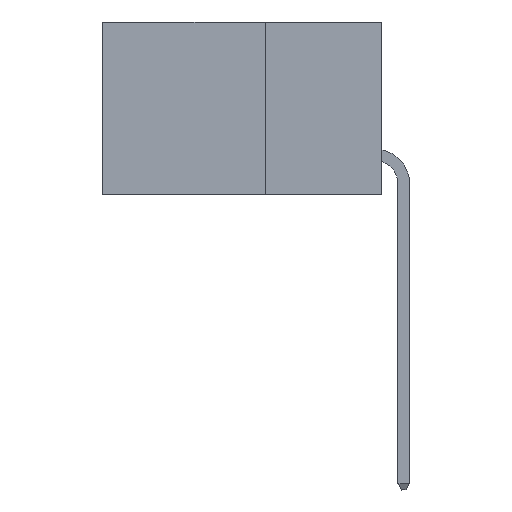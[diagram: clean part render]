
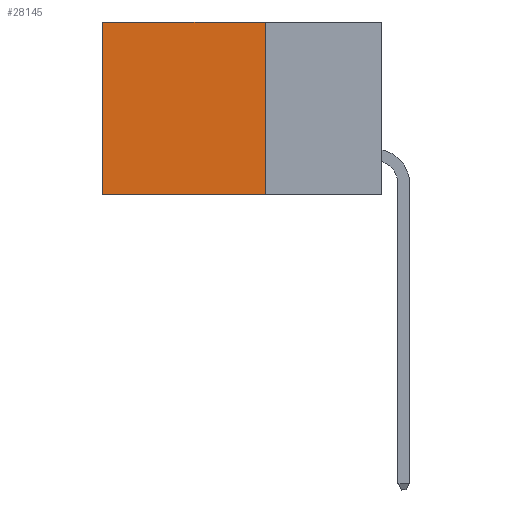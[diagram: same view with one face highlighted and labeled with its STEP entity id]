
A CAD part, left-side view. The second image highlights one B-rep face of the part: STEP entity #28145.
In plain terms, the highlighted planar face has unit normal (-1, 0, 0).
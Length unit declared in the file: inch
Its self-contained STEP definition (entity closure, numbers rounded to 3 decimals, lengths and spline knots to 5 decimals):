
#1876 = CARTESIAN_POINT ( 'NONE',  ( 0.2875, 0.25, 0. ) ) ;
#2095 = VECTOR ( 'NONE', #7732, 39.37008 ) ;
#2486 = ORIENTED_EDGE ( 'NONE', *, *, #13301, .T. ) ;
#2569 = CARTESIAN_POINT ( 'NONE',  ( 0.2875, 0.25, 0. ) ) ;
#2827 = VERTEX_POINT ( 'NONE', #24194 ) ;
#3118 = CARTESIAN_POINT ( 'NONE',  ( 0.2875, 0.25, 0. ) ) ;
#3283 = CARTESIAN_POINT ( 'NONE',  ( 0.2875, 0.25, 0. ) ) ;
#7732 = DIRECTION ( 'NONE',  ( 0., 0., -1. ) ) ;
#8026 = VECTOR ( 'NONE', #25942, 39.37008 ) ;
#8637 = EDGE_CURVE ( 'NONE', #12768, #2827, #22730, .T. ) ;
#9167 = VECTOR ( 'NONE', #17047, 39.37008 ) ;
#9473 = LINE ( 'NONE', #1876, #27588 ) ;
#10196 = DIRECTION ( 'NONE',  ( 1., 0., 0. ) ) ;
#10274 = LINE ( 'NONE', #24184, #9167 ) ;
#10368 = ORIENTED_EDGE ( 'NONE', *, *, #13536, .T. ) ;
#12487 = EDGE_CURVE ( 'NONE', #2827, #15239, #10274, .T. ) ;
#12623 = FACE_OUTER_BOUND ( 'NONE', #24968, .T. ) ;
#12768 = VERTEX_POINT ( 'NONE', #3283 ) ;
#12808 = DIRECTION ( 'NONE',  ( 0., 0., -1. ) ) ;
#13222 = LINE ( 'NONE', #17819, #8026 ) ;
#13301 = EDGE_CURVE ( 'NONE', #12768, #19985, #9473, .T. ) ;
#13536 = EDGE_CURVE ( 'NONE', #19985, #15239, #13222, .T. ) ;
#14209 = AXIS2_PLACEMENT_3D ( 'NONE', #3118, #10196, #12808 ) ;
#14344 = ORIENTED_EDGE ( 'NONE', *, *, #8637, .F. ) ;
#15239 = VERTEX_POINT ( 'NONE', #24291 ) ;
#17047 = DIRECTION ( 'NONE',  ( 0., 1., 0. ) ) ;
#17212 = PLANE ( 'NONE',  #14209 ) ;
#17819 = CARTESIAN_POINT ( 'NONE',  ( 0.2875, 0.6, 0. ) ) ;
#18484 = ORIENTED_EDGE ( 'NONE', *, *, #12487, .F. ) ;
#18714 = DIRECTION ( 'NONE',  ( 0., 1., 0. ) ) ;
#19985 = VERTEX_POINT ( 'NONE', #24904 ) ;
#22730 = LINE ( 'NONE', #2569, #2095 ) ;
#24184 = CARTESIAN_POINT ( 'NONE',  ( 0.2875, 0.25, -0.37 ) ) ;
#24194 = CARTESIAN_POINT ( 'NONE',  ( 0.2875, 0.25, -0.37 ) ) ;
#24291 = CARTESIAN_POINT ( 'NONE',  ( 0.2875, 0.6, -0.37 ) ) ;
#24904 = CARTESIAN_POINT ( 'NONE',  ( 0.2875, 0.6, 0. ) ) ;
#24968 = EDGE_LOOP ( 'NONE', ( #10368, #18484, #14344, #2486 ) ) ;
#25942 = DIRECTION ( 'NONE',  ( 0., 0., -1. ) ) ;
#27588 = VECTOR ( 'NONE', #18714, 39.37008 ) ;
#28145 = ADVANCED_FACE ( 'NONE', ( #12623 ), #17212, .F. ) ;
